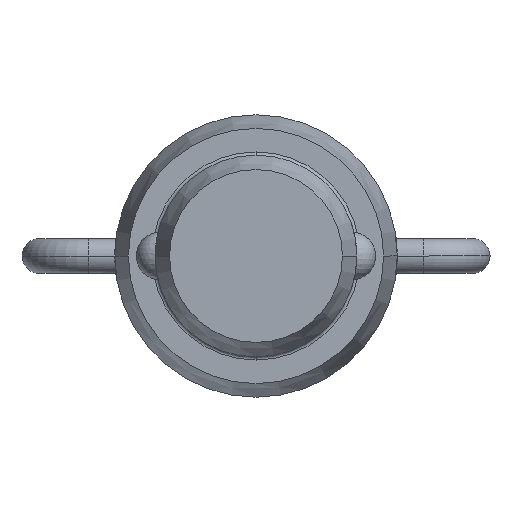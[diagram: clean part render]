
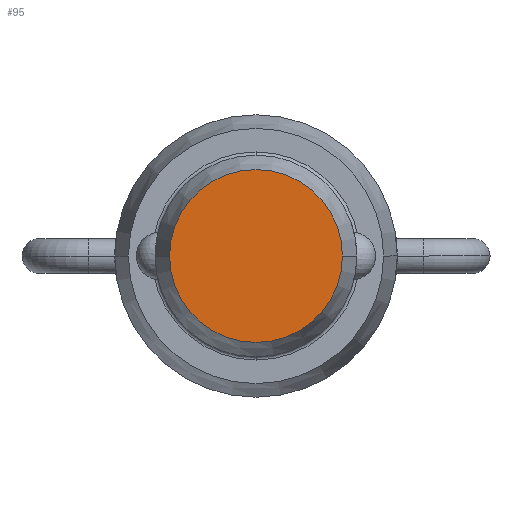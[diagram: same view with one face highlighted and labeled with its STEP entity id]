
A CAD part, front view. The second image highlights one B-rep face of the part: STEP entity #95.
In plain terms, the highlighted planar face has unit normal (0, -1, 0).
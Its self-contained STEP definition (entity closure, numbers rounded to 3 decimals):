
#95=ADVANCED_FACE('',(#212),#213,.T.);
#212=FACE_OUTER_BOUND('',#345,.T.);
#213=PLANE('',#346);
#345=EDGE_LOOP('',(#551,#552));
#346=AXIS2_PLACEMENT_3D('',#553,#554,#555);
#551=ORIENTED_EDGE('',*,*,#863,.T.);
#552=ORIENTED_EDGE('',*,*,#821,.T.);
#553=CARTESIAN_POINT('',(-3.175,-62.484,0.0));
#554=DIRECTION('',(0.,-1.0,0.0));
#555=DIRECTION('',(1.0,0.,0.0));
#821=EDGE_CURVE('',#988,#985,#989,.T.);
#863=EDGE_CURVE('',#985,#988,#1055,.T.);
#985=VERTEX_POINT('',#1243);
#988=VERTEX_POINT('',#1247);
#989=CIRCLE('',#1248,5.44);
#1055=CIRCLE('',#1341,5.44);
#1243=CARTESIAN_POINT('',(-5.44,-62.484,0.0));
#1247=CARTESIAN_POINT('',(5.44,-62.484,0.));
#1248=AXIS2_PLACEMENT_3D('',#1601,#1602,#1603);
#1341=AXIS2_PLACEMENT_3D('',#1676,#1677,#1678);
#1601=CARTESIAN_POINT('',(0.0,-62.484,0.0));
#1602=DIRECTION('',(0.,-1.0,0.0));
#1603=DIRECTION('',(-1.0,0.,0.0));
#1676=CARTESIAN_POINT('',(0.0,-62.484,0.0));
#1677=DIRECTION('',(0.,-1.0,0.0));
#1678=DIRECTION('',(-1.0,0.,0.0));
